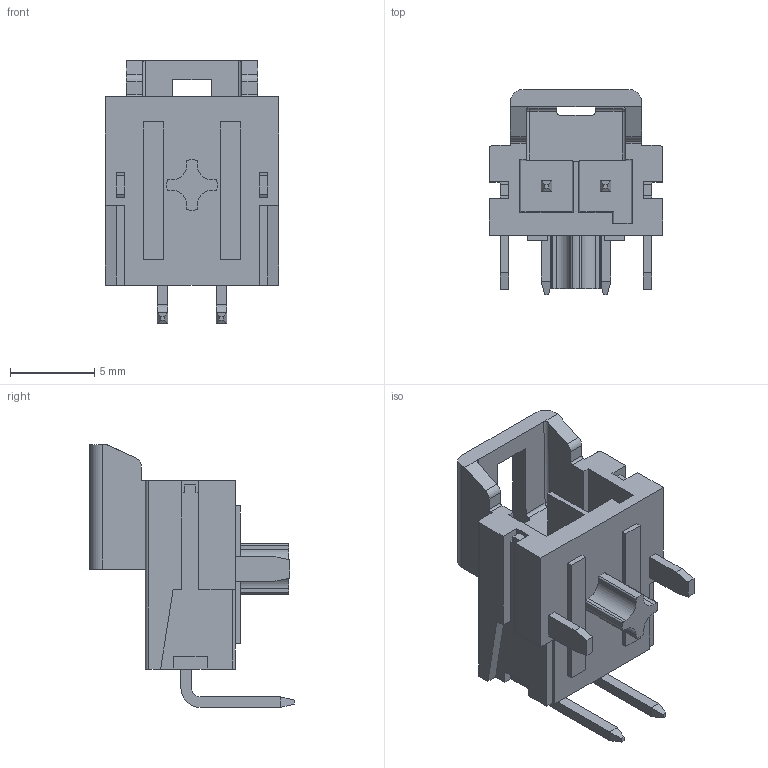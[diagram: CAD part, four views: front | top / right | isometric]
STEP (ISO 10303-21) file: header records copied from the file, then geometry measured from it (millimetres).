
FILE_DESCRIPTION(/* description */ ('','CAx-IF Rec.Pracs.---Representation and Presentation of Product Manufacturing Information (PMI)---4.0---2014-10-13'),/* implementation_level */ '2;1');
FILE_NAME(/* name */ 'MOLEX_ULTRAFIT-RA-2POS_IN_1723104102.step',/* time_stamp */ '2025-02-04T18:41:13-06:00',/* author */ (''),/* organization */ (''),/* preprocessor_version */ 'ST-DEVELOPER v20',/* originating_system */ 'Autodesk Translation Framework v13.20.0.188',/* authorisation */ '');
FILE_SCHEMA (('AP242_MANAGED_MODEL_BASED_3D_ENGINEERING_MIM_LF { 1 0 10303 442 1 1 4 }'));
Length unit declared in the file: millimetre
Products named in the file (1): 1723104102
Bounding box: 10.3 x 12.16 x 15.63 mm (x, y, z)
Volume: 521.6 mm3; surface area: 1035.9 mm2
Topology: 1 solids, 1 shells, 189 faces, 514 edges, 334 vertices
Faces by surface type: plane 151, cylinder 36, sphere 2
Entity records: 5916 total; most frequent: CARTESIAN_POINT 1038, ORIENTED_EDGE 1028, DIRECTION 966, EDGE_CURVE 514, LINE 442, VECTOR 442, VERTEX_POINT 334, AXIS2_PLACEMENT_3D 262
